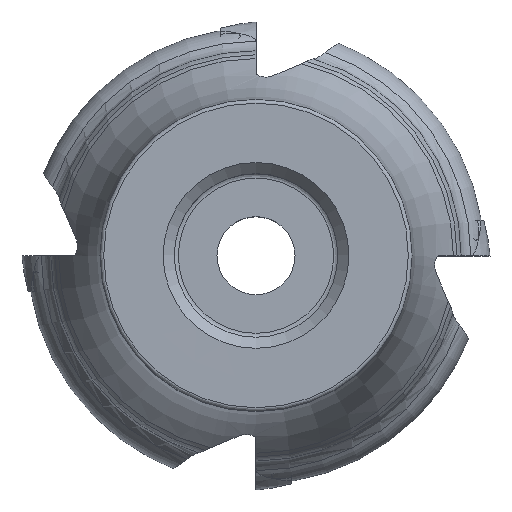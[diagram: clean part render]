
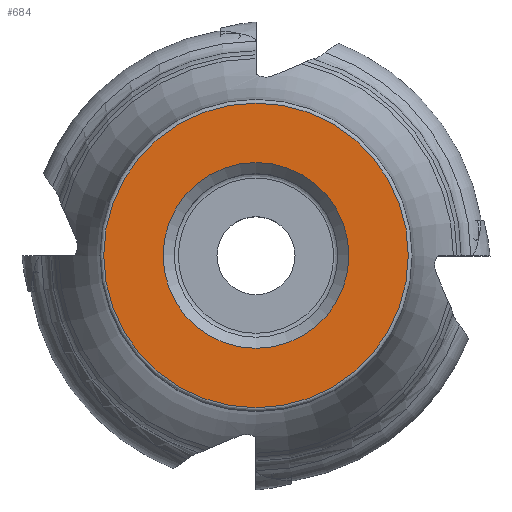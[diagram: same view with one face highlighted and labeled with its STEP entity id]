
A CAD part, top view. The second image highlights one B-rep face of the part: STEP entity #684.
In plain terms, the highlighted conical face has half-angle 89.972 degrees and reference radius 12.501 mm.
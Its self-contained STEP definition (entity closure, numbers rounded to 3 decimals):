
#332=CONICAL_SURFACE('',#4983,12.501,89.972);
#684=ADVANCED_FACE('',(#1044,#1045),#332,.F.);
#1044=FACE_BOUND('',#1204,.T.);
#1045=FACE_BOUND('',#1205,.T.);
#1204=EDGE_LOOP('',(#2315));
#1205=EDGE_LOOP('',(#2316));
#1963=CIRCLE('',#4981,20.5);
#1964=CIRCLE('',#4982,12.501);
#2315=ORIENTED_EDGE('',*,*,#4039,.T.);
#2316=ORIENTED_EDGE('',*,*,#4040,.T.);
#3551=VERTEX_POINT('',#7598);
#3552=VERTEX_POINT('',#7600);
#4039=EDGE_CURVE('',#3551,#3551,#1963,.T.);
#4040=EDGE_CURVE('',#3552,#3552,#1964,.T.);
#4981=AXIS2_PLACEMENT_3D('',#7597,#5683,#5684);
#4982=AXIS2_PLACEMENT_3D('',#7599,#5685,#5686);
#4983=AXIS2_PLACEMENT_3D('',#7601,#5687,#5688);
#5683=DIRECTION('',(0.,0.,1.));
#5684=DIRECTION('',(-1.,0.,0.));
#5685=DIRECTION('',(0.,0.,-1.));
#5686=DIRECTION('',(-1.,0.,0.));
#5687=DIRECTION('',(0.,0.,1.));
#5688=DIRECTION('',(1.,0.,0.));
#7597=CARTESIAN_POINT('',(0.,0.,0.01));
#7598=CARTESIAN_POINT('',(-20.5,0.,0.01));
#7599=CARTESIAN_POINT('',(0.,0.,0.006));
#7600=CARTESIAN_POINT('',(-12.501,0.,0.006));
#7601=CARTESIAN_POINT('',(0.,0.,0.006));
